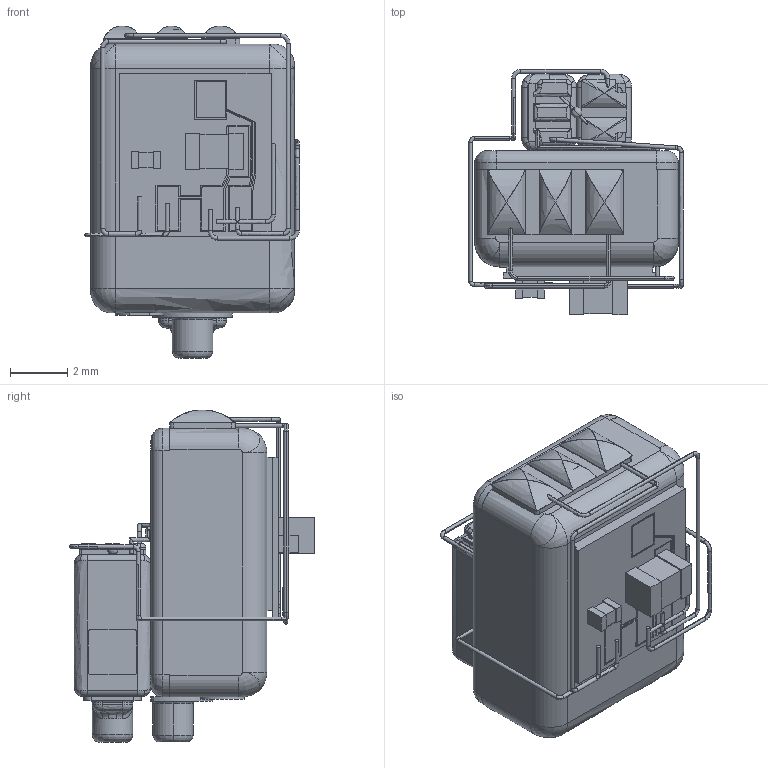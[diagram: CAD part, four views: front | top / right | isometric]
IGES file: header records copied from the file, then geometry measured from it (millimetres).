
Start section:  PTC IGES file: gk-31732-000_sw.igs
Global section: file name: gk-31732-000_sw.igs; native system: Pro/ENGINEER by Parametric Technology Corporation; preprocessor: 2011220; author: LilWang; organization: Unknown; date: 20120830.085932; units: inch
Bounding box: 7.52 x 8.6 x 11.64 mm (x, y, z)
Surface area: 797 mm2 (no closed solid volume)
Topology: 0 solids, 0 shells, 1199 faces, 6004 edges, 6000 vertices
Faces by surface type: revolution 696, bspline 503
